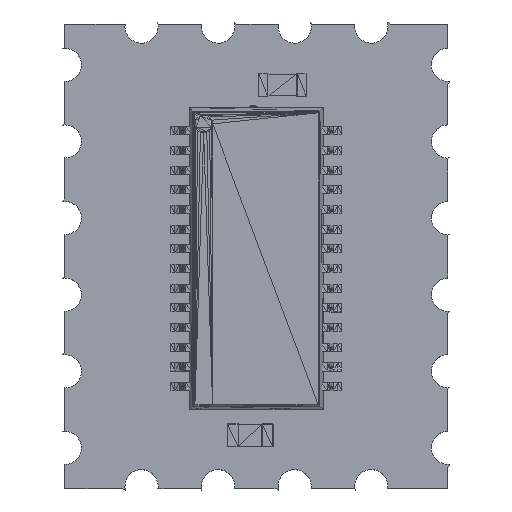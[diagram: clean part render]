
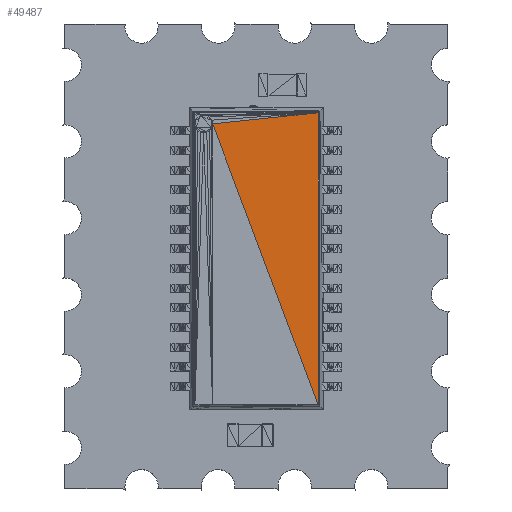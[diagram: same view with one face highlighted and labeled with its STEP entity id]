
A CAD part, top view. The second image highlights one B-rep face of the part: STEP entity #49487.
In plain terms, the highlighted planar face has unit normal (0, 0, 1).
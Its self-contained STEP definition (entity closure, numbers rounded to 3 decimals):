
#49402 = VERTEX_POINT('',#49403);
#49403 = CARTESIAN_POINT('',(4.468,1.452,
    1.113));
#49470 = VERTEX_POINT('',#49471);
#49471 = CARTESIAN_POINT('',(-4.843,-2.045,
    1.113));
#49477 = EDGE_CURVE('',#49470,#49402,#49478,.T.);
#49478 = LINE('',#49479,#49480);
#49479 = CARTESIAN_POINT('',(-4.843,-2.045,
    1.113));
#49480 = VECTOR('',#49481,1.);
#49481 = DIRECTION('',(0.936,0.352,0.
    ));
#49487 = ADVANCED_FACE('',(#49488),#49505,.F.);
#49488 = FACE_BOUND('',#49489,.T.);
#49489 = EDGE_LOOP('',(#49490,#49491,#49499));
#49490 = ORIENTED_EDGE('',*,*,#49477,.F.);
#49491 = ORIENTED_EDGE('',*,*,#49492,.T.);
#49492 = EDGE_CURVE('',#49470,#49493,#49495,.T.);
#49493 = VERTEX_POINT('',#49494);
#49494 = CARTESIAN_POINT('',(4.837,-2.045,
    1.113));
#49495 = LINE('',#49496,#49497);
#49496 = CARTESIAN_POINT('',(-4.843,-2.045,
    1.113));
#49497 = VECTOR('',#49498,1.);
#49498 = DIRECTION('',(1.,0.,0.));
#49499 = ORIENTED_EDGE('',*,*,#49500,.T.);
#49500 = EDGE_CURVE('',#49493,#49402,#49501,.T.);
#49501 = LINE('',#49502,#49503);
#49502 = CARTESIAN_POINT('',(4.837,-2.045,
    1.113));
#49503 = VECTOR('',#49504,1.);
#49504 = DIRECTION('',(-0.105,0.994,
    0.));
#49505 = PLANE('',#49506);
#49506 = AXIS2_PLACEMENT_3D('',#49507,#49508,#49509);
#49507 = CARTESIAN_POINT('',(4.468,1.452,
    1.113));
#49508 = DIRECTION('',(0.,0.,-1.));
#49509 = DIRECTION('',(0.,-1.,0.));
